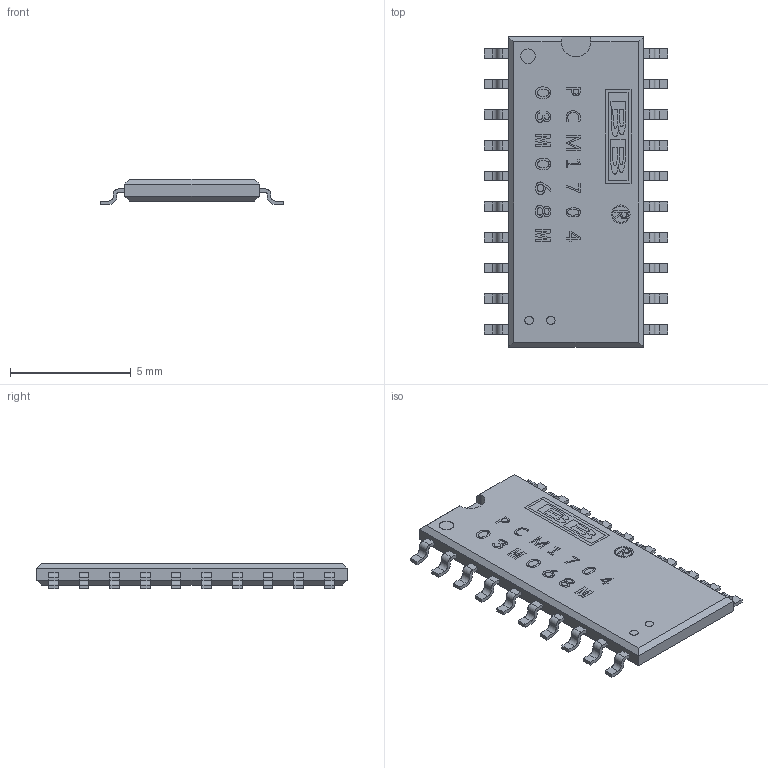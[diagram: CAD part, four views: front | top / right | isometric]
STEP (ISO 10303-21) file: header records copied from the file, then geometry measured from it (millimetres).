
FILE_DESCRIPTION (( 'STEP AP214' ), '1' );
FILE_NAME ('TSSOP20.STEP', '2012-06-30T13:58:53', ( '' ), ( '' ), 'SwSTEP 2.0', 'SolidWorks 2012', '' );
FILE_SCHEMA (( 'AUTOMOTIVE_DESIGN' ));
Length unit declared in the file: millimetre
Products named in the file (1): TSSOP20
Bounding box: 7.62 x 12.85 x 1.05 mm (x, y, z)
Volume: 64.2 mm3; surface area: 198 mm2
Topology: 1 solids, 1 shells, 318 faces, 982 edges, 723 vertices
Faces by surface type: plane 233, cylinder 85
Entity records: 13462 total; most frequent: CARTESIAN_POINT 3833, ORIENTED_EDGE 1964, DIRECTION 1724, EDGE_CURVE 982, VECTOR 730, LINE 730, VERTEX_POINT 723, AXIS2_PLACEMENT_3D 497
